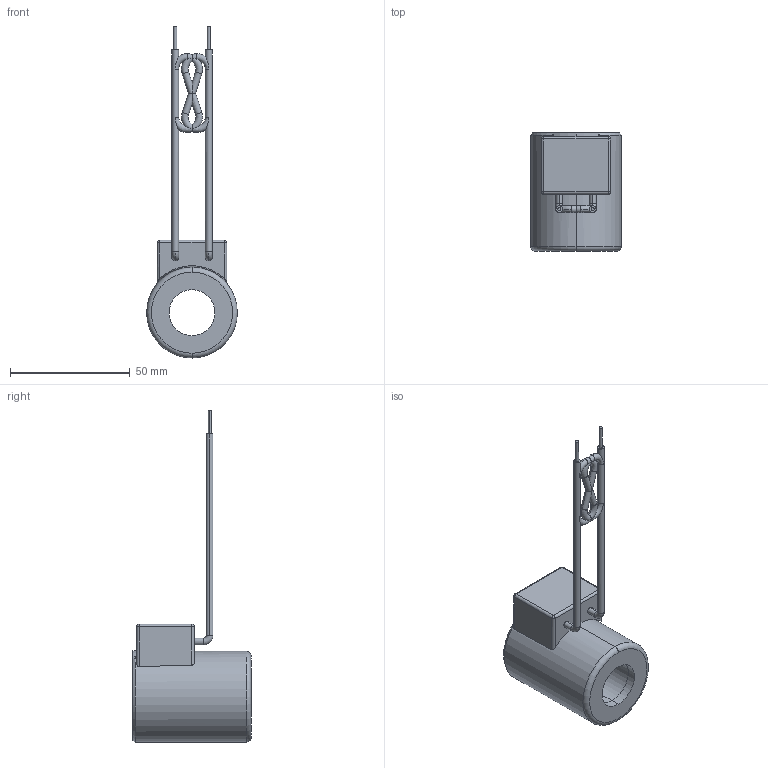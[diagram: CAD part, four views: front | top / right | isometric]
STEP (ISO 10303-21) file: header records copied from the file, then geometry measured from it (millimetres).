
FILE_DESCRIPTION (( 'STEP AP203' ), '1' );
FILE_NAME ('EC19A220D.STEP', '2021-05-07T01:18:12', ( '' ), ( '' ), 'SwSTEP 2.0', 'SolidWorks 2018', '' );
FILE_SCHEMA (( 'CONFIG_CONTROL_DESIGN' ));
Length unit declared in the file: millimetre
Products named in the file (4): EC19A220D; 6GX34A03001_組合用; 二次射出(出線型)_目錄用; 6GX37A49001_目錄用
Assembly tree (3 placements, depth 2):
  EC19A220D
    二次射出(出線型)_目錄用
    6GX34A03001_組合用
    6GX37A49001_目錄用
Bounding box: 37.8 x 49.3 x 138.4 mm (x, y, z)
Volume: 50936.9 mm3; surface area: 26940.7 mm2
Topology: 3 solids, 3 shells, 130 faces, 344 edges, 210 vertices
Faces by surface type: cylinder 54, plane 38, torus 28, cone 6, sphere 4
Entity records: 4986 total; most frequent: CARTESIAN_POINT 1365, DIRECTION 702, ORIENTED_EDGE 680, EDGE_CURVE 340, AXIS2_PLACEMENT_3D 291, VERTEX_POINT 210, CIRCLE 155, EDGE_LOOP 140
